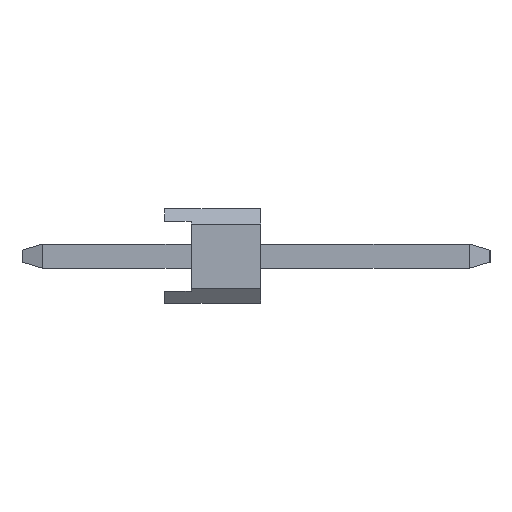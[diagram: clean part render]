
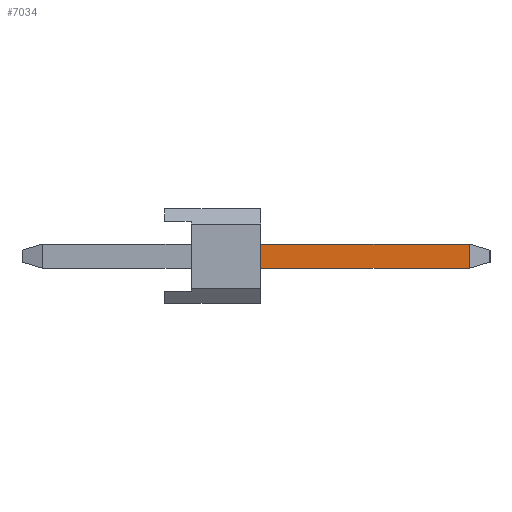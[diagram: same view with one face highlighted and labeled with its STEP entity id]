
A CAD part, left-side view. The second image highlights one B-rep face of the part: STEP entity #7034.
In plain terms, the highlighted planar face has unit normal (-1, 0, 0).
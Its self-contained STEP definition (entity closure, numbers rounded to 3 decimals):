
#4584=EDGE_CURVE('',#6886,#9180,#12054,.T.);
#5904=EDGE_CURVE('',#10404,#10754,#13513,.T.);
#6452=EDGE_CURVE('',#9180,#10404,#14105,.T.);
#6886=VERTEX_POINT('',#14590);
#7034=ADVANCED_FACE('',(#14774),#14775,.T.);
#9180=VERTEX_POINT('',#17127);
#9852=EDGE_CURVE('',#10754,#6886,#17883,.T.);
#10404=VERTEX_POINT('',#18498);
#10754=VERTEX_POINT('',#18888);
#12054=LINE('',#20650,#20651);
#13513=LINE('',#22799,#22800);
#14105=LINE('',#23661,#23662);
#14590=CARTESIAN_POINT('',(-29.53,-8.074,-0.32));
#14774=FACE_OUTER_BOUND('',#24611,.T.);
#14775=PLANE('',#24612);
#17127=CARTESIAN_POINT('',(-29.53,-2.54,-0.32));
#17883=LINE('',#29083,#29084);
#18498=CARTESIAN_POINT('',(-29.53,-2.54,0.32));
#18888=CARTESIAN_POINT('',(-29.53,-8.074,0.32));
#20650=CARTESIAN_POINT('',(-29.53,3.234,-0.32));
#20651=VECTOR('',#31910,1.0);
#22799=CARTESIAN_POINT('',(-29.53,-2.42,0.32));
#22800=VECTOR('',#33489,1.0);
#23661=CARTESIAN_POINT('',(-29.53,-2.54,0.252));
#23662=VECTOR('',#33992,1.0);
#24611=EDGE_LOOP('',(#34936,#34937,#34938,#34939));
#24612=AXIS2_PLACEMENT_3D('',#34940,#34941,#34942);
#29083=CARTESIAN_POINT('',(-29.53,-8.074,0.5));
#29084=VECTOR('',#38024,1.0);
#31910=DIRECTION('',(0.,1.0,0.));
#33489=DIRECTION('',(0.,-1.0,0.));
#33992=DIRECTION('',(0.,0.,1.0));
#34936=ORIENTED_EDGE('',*,*,#6452,.F.);
#34937=ORIENTED_EDGE('',*,*,#4584,.F.);
#34938=ORIENTED_EDGE('',*,*,#9852,.F.);
#34939=ORIENTED_EDGE('',*,*,#5904,.F.);
#34940=CARTESIAN_POINT('',(-29.53,3.234,0.5));
#34941=DIRECTION('',(-1.0,0.,0.));
#34942=DIRECTION('',(0.,1.0,0.));
#38024=DIRECTION('',(0.0,0.,-1.0));
